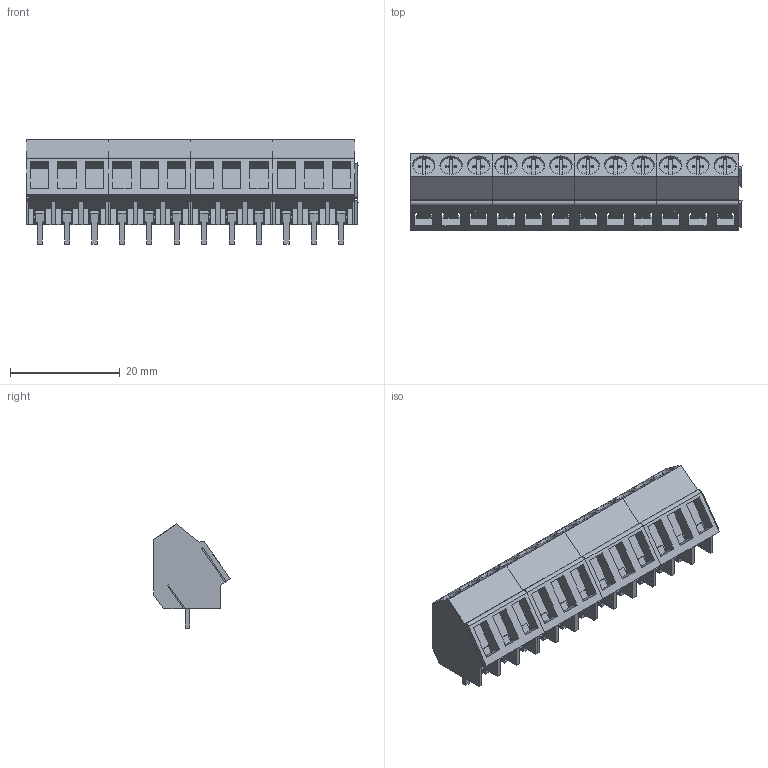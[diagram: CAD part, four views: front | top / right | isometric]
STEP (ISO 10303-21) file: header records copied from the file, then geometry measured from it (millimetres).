
FILE_DESCRIPTION(('CATIA V5 STEP Exchange','CAx-IF Rec.Pracs.--- Model Styling and Organization---1.2---2011-12-15'),'2;1');
FILE_NAME ('D1457425_0_1845470000_1845470000.stp','2018-03-31T06:31:46+00:00',('none'),('Weidmueller'),'CATIA Version 5-6 Release 2014','CATIA V5 STEP AP214','none');
FILE_SCHEMA(('AUTOMOTIVE_DESIGN { 1 0 10303 214 1 1 1 1 }'));
Length unit declared in the file: millimetre
Products named in the file (1): 1845470000
Bounding box: 60.55 x 13.9 x 19 mm (x, y, z)
Volume: 6939.6 mm3; surface area: 8497.4 mm2
Topology: 28 solids, 28 shells, 1024 faces, 2820 edges, 1864 vertices
Faces by surface type: plane 948, cylinder 76
Entity records: 31289 total; most frequent: ORIENTED_EDGE 5640, CARTESIAN_POINT 5604, DIRECTION 4296, EDGE_CURVE 2820, VECTOR 2620, LINE 2620, VERTEX_POINT 1864, EDGE_LOOP 1060
